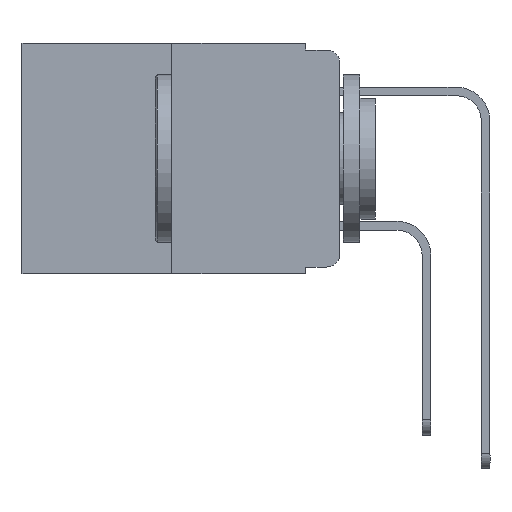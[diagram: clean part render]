
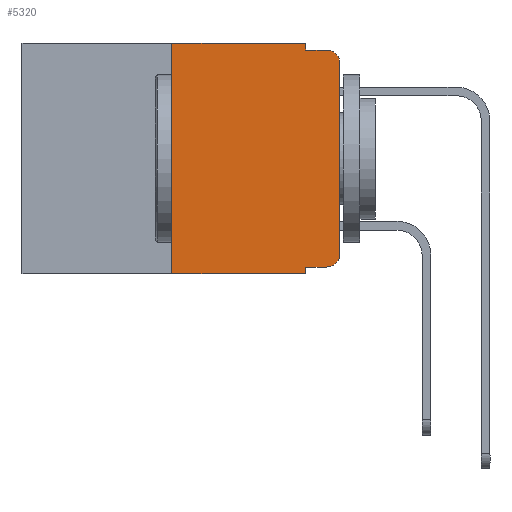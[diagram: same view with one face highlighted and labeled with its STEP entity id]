
A CAD part, left-side view. The second image highlights one B-rep face of the part: STEP entity #5320.
In plain terms, the highlighted planar face has unit normal (-1, 0, 0).
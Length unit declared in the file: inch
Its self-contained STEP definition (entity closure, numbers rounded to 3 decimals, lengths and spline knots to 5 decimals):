
#147 = LINE ( 'NONE', #1870, #23811 ) ;
#863 = VERTEX_POINT ( 'NONE', #5689 ) ;
#1077 = ORIENTED_EDGE ( 'NONE', *, *, #13231, .T. ) ;
#1823 = DIRECTION ( 'NONE',  ( 0., 0., -1. ) ) ;
#1870 = CARTESIAN_POINT ( 'NONE',  ( 0., 0.473, -0.343 ) ) ;
#1967 = DIRECTION ( 'NONE',  ( -1., 0., 0. ) ) ;
#2172 = VERTEX_POINT ( 'NONE', #7153 ) ;
#2759 = VECTOR ( 'NONE', #24753, 39.37008 ) ;
#3022 = VERTEX_POINT ( 'NONE', #7191 ) ;
#3446 = EDGE_LOOP ( 'NONE', ( #23633, #1077, #4286, #12575, #9816, #21130, #14318, #3474, #21764, #24105 ) ) ;
#3474 = ORIENTED_EDGE ( 'NONE', *, *, #19052, .F. ) ;
#3885 = VERTEX_POINT ( 'NONE', #20854 ) ;
#3976 = LINE ( 'NONE', #6225, #13700 ) ;
#4162 = VERTEX_POINT ( 'NONE', #17957 ) ;
#4241 = DIRECTION ( 'NONE',  ( 0., -1., 0. ) ) ;
#4286 = ORIENTED_EDGE ( 'NONE', *, *, #6405, .F. ) ;
#4360 = LINE ( 'NONE', #8204, #17404 ) ;
#5051 = EDGE_CURVE ( 'NONE', #863, #4162, #4360, .T. ) ;
#5128 = EDGE_CURVE ( 'NONE', #19635, #17885, #20734, .T. ) ;
#5320 = ADVANCED_FACE ( 'NONE', ( #13090 ), #21121, .F. ) ;
#5537 = CARTESIAN_POINT ( 'NONE',  ( 0., 0.473, 0. ) ) ;
#5689 = CARTESIAN_POINT ( 'NONE',  ( 0., 0.25, -0.343 ) ) ;
#6019 = CARTESIAN_POINT ( 'NONE',  ( 0., 0.473, 0. ) ) ;
#6225 = CARTESIAN_POINT ( 'NONE',  ( 0., 0.051, -0.01 ) ) ;
#6405 = EDGE_CURVE ( 'NONE', #17885, #2172, #3976, .T. ) ;
#6463 = CARTESIAN_POINT ( 'NONE',  ( 0., 0.051, -0.333 ) ) ;
#6481 = CARTESIAN_POINT ( 'NONE',  ( 0., 0.051, 0. ) ) ;
#7002 = DIRECTION ( 'NONE',  ( 0., 0., -1. ) ) ;
#7153 = CARTESIAN_POINT ( 'NONE',  ( 0., 0.02, -0.01 ) ) ;
#7191 = CARTESIAN_POINT ( 'NONE',  ( 0., 0., -0.03 ) ) ;
#7563 = EDGE_CURVE ( 'NONE', #22675, #3885, #10531, .T. ) ;
#8048 = CARTESIAN_POINT ( 'NONE',  ( 0., 0.051, -0.343 ) ) ;
#8116 = AXIS2_PLACEMENT_3D ( 'NONE', #5537, #19685, #1823 ) ;
#8204 = CARTESIAN_POINT ( 'NONE',  ( 0., 0.25, 0. ) ) ;
#8384 = LINE ( 'NONE', #6019, #13035 ) ;
#9816 = ORIENTED_EDGE ( 'NONE', *, *, #17611, .F. ) ;
#10198 = VERTEX_POINT ( 'NONE', #23385 ) ;
#10339 = EDGE_CURVE ( 'NONE', #10198, #3022, #22198, .T. ) ;
#10495 = DIRECTION ( 'NONE',  ( 0., 0., -1. ) ) ;
#10524 = VECTOR ( 'NONE', #10495, 39.37008 ) ;
#10531 = LINE ( 'NONE', #16730, #2759 ) ;
#10648 = VECTOR ( 'NONE', #24688, 39.37008 ) ;
#10851 = CARTESIAN_POINT ( 'NONE',  ( 0., 0.02, -0.03 ) ) ;
#12404 = CIRCLE ( 'NONE', #25459, 0.02 ) ;
#12575 = ORIENTED_EDGE ( 'NONE', *, *, #5128, .F. ) ;
#13035 = VECTOR ( 'NONE', #18305, 39.37008 ) ;
#13090 = FACE_OUTER_BOUND ( 'NONE', #3446, .T. ) ;
#13231 = EDGE_CURVE ( 'NONE', #3022, #2172, #19896, .T. ) ;
#13700 = VECTOR ( 'NONE', #26025, 39.37008 ) ;
#14318 = ORIENTED_EDGE ( 'NONE', *, *, #22057, .T. ) ;
#14585 = LINE ( 'NONE', #24850, #10524 ) ;
#15885 = DIRECTION ( 'NONE',  ( 0., 0., 1. ) ) ;
#16730 = CARTESIAN_POINT ( 'NONE',  ( 0., 0.051, -0.333 ) ) ;
#16991 = VECTOR ( 'NONE', #15885, 39.37008 ) ;
#17404 = VECTOR ( 'NONE', #24301, 39.37008 ) ;
#17611 = EDGE_CURVE ( 'NONE', #4162, #19635, #8384, .T. ) ;
#17885 = VERTEX_POINT ( 'NONE', #23813 ) ;
#17957 = CARTESIAN_POINT ( 'NONE',  ( 0., 0.25, 0. ) ) ;
#18305 = DIRECTION ( 'NONE',  ( 0., -1., 0. ) ) ;
#19052 = EDGE_CURVE ( 'NONE', #22675, #19387, #14585, .T. ) ;
#19387 = VERTEX_POINT ( 'NONE', #8048 ) ;
#19635 = VERTEX_POINT ( 'NONE', #23334 ) ;
#19685 = DIRECTION ( 'NONE',  ( 1., 0., 0. ) ) ;
#19896 = CIRCLE ( 'NONE', #25351, 0.02 ) ;
#20734 = LINE ( 'NONE', #6481, #10648 ) ;
#20854 = CARTESIAN_POINT ( 'NONE',  ( 0., 0.02, -0.333 ) ) ;
#21121 = PLANE ( 'NONE',  #8116 ) ;
#21130 = ORIENTED_EDGE ( 'NONE', *, *, #5051, .F. ) ;
#21229 = EDGE_CURVE ( 'NONE', #3885, #10198, #12404, .T. ) ;
#21764 = ORIENTED_EDGE ( 'NONE', *, *, #7563, .T. ) ;
#22057 = EDGE_CURVE ( 'NONE', #863, #19387, #147, .T. ) ;
#22198 = LINE ( 'NONE', #22327, #16991 ) ;
#22327 = CARTESIAN_POINT ( 'NONE',  ( 0., 0., 0. ) ) ;
#22675 = VERTEX_POINT ( 'NONE', #6463 ) ;
#23334 = CARTESIAN_POINT ( 'NONE',  ( 0., 0.051, 0. ) ) ;
#23385 = CARTESIAN_POINT ( 'NONE',  ( 0., 0., -0.313 ) ) ;
#23633 = ORIENTED_EDGE ( 'NONE', *, *, #10339, .T. ) ;
#23811 = VECTOR ( 'NONE', #4241, 39.37008 ) ;
#23813 = CARTESIAN_POINT ( 'NONE',  ( 0., 0.051, -0.01 ) ) ;
#24105 = ORIENTED_EDGE ( 'NONE', *, *, #21229, .T. ) ;
#24149 = DIRECTION ( 'NONE',  ( 0., 0., -1. ) ) ;
#24301 = DIRECTION ( 'NONE',  ( 0., 0., 1. ) ) ;
#24688 = DIRECTION ( 'NONE',  ( 0., 0., -1. ) ) ;
#24753 = DIRECTION ( 'NONE',  ( 0., -1., 0. ) ) ;
#24819 = DIRECTION ( 'NONE',  ( -1., 0., 0. ) ) ;
#24850 = CARTESIAN_POINT ( 'NONE',  ( 0., 0.051, 0. ) ) ;
#25351 = AXIS2_PLACEMENT_3D ( 'NONE', #10851, #24819, #7002 ) ;
#25459 = AXIS2_PLACEMENT_3D ( 'NONE', #26004, #1967, #24149 ) ;
#26004 = CARTESIAN_POINT ( 'NONE',  ( 0., 0.02, -0.313 ) ) ;
#26025 = DIRECTION ( 'NONE',  ( 0., -1., 0. ) ) ;
